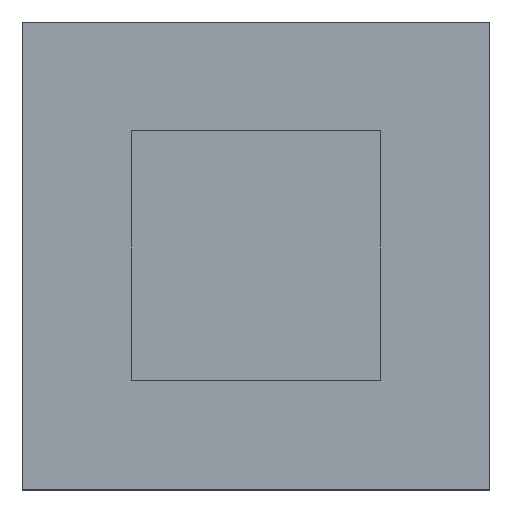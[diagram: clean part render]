
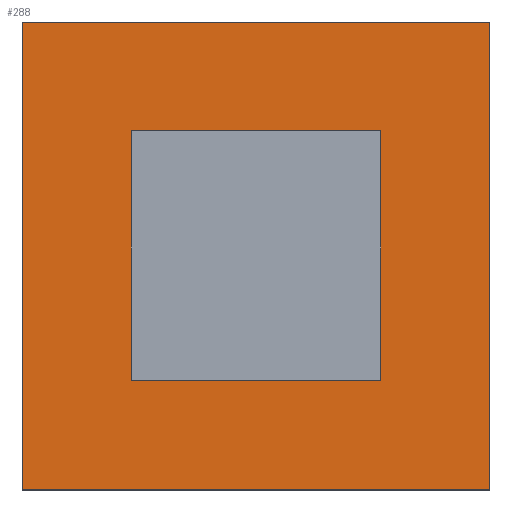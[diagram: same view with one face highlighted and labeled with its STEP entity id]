
A CAD part, top view. The second image highlights one B-rep face of the part: STEP entity #288.
In plain terms, the highlighted planar face has unit normal (0, 0, 1).
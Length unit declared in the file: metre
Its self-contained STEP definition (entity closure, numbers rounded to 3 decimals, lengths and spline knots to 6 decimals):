
#25 = CARTESIAN_POINT('', (0.0375, -0.0375, 0.058));
#26 = VERTEX_POINT('', #25);
#27 = CARTESIAN_POINT('', (-0.0375, -0.0375, 0.058));
#28 = VERTEX_POINT('', #27);
#31 = CARTESIAN_POINT('', (0.0375, 0.0375, 0.058));
#32 = VERTEX_POINT('', #31);
#35 = CARTESIAN_POINT('', (-0.0375, 0.0375, 0.058));
#36 = VERTEX_POINT('', #35);
#93 = DIRECTION('', (1, -0, 0));
#94 = VECTOR('', #93, 1);
#95 = CARTESIAN_POINT('', (-0.0375, -0.0375, 0.058));
#96 = LINE('', #95, #94);
#109 = DIRECTION('', (0, 1, 0));
#110 = VECTOR('', #109, 1);
#111 = CARTESIAN_POINT('', (0.0375, -0.0375, 0.058));
#112 = LINE('', #111, #110);
#121 = DIRECTION('', (-1, -0, 0));
#122 = VECTOR('', #121, 1);
#123 = CARTESIAN_POINT('', (0.0375, 0.0375, 0.058));
#124 = LINE('', #123, #122);
#129 = DIRECTION('', (0, -1, 0));
#130 = VECTOR('', #129, 1);
#131 = CARTESIAN_POINT('', (-0.0375, 0.0375, 0.058));
#132 = LINE('', #131, #130);
#147 = EDGE_CURVE('', #28, #26, #96, .T.);
#151 = EDGE_CURVE('', #26, #32, #112, .T.);
#154 = EDGE_CURVE('', #32, #36, #124, .T.);
#156 = EDGE_CURVE('', #36, #28, #132, .T.);
#201 = CARTESIAN_POINT('', (0, 0, 0.058));
#202 = DIRECTION('', (0, -0, 1));
#203 = AXIS2_PLACEMENT_3D('', #201, #202, $);
#204 = PLANE('', #203);
#282 = ORIENTED_EDGE('', *, *, #147, .T.);
#283 = ORIENTED_EDGE('', *, *, #151, .T.);
#284 = ORIENTED_EDGE('', *, *, #154, .T.);
#285 = ORIENTED_EDGE('', *, *, #156, .T.);
#286 = EDGE_LOOP('', (#282, #283, #284, #285));
#287 = FACE_BOUND('', #286, .T.);
#288 = ADVANCED_FACE('', (#287), #204, .T.);
